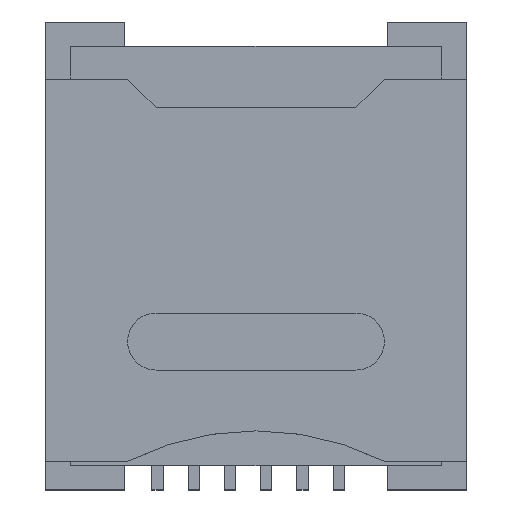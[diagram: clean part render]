
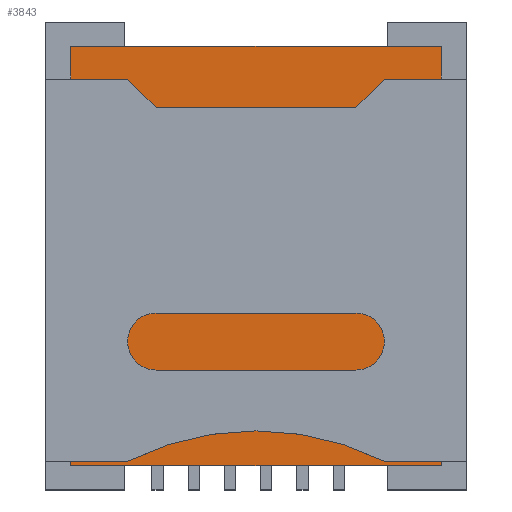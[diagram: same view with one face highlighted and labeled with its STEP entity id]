
A CAD part, top view. The second image highlights one B-rep face of the part: STEP entity #3843.
In plain terms, the highlighted planar face has unit normal (0, 0, 1).
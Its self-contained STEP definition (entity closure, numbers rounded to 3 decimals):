
#321 = PLANE('',#322);
#322 = AXIS2_PLACEMENT_3D('',#323,#324,#325);
#323 = CARTESIAN_POINT('',(-4.6,7.35,0.));
#324 = DIRECTION('',(0.,1.,0.));
#325 = DIRECTION('',(1.,0.,0.));
#489 = PLANE('',#490);
#490 = AXIS2_PLACEMENT_3D('',#491,#492,#493);
#491 = CARTESIAN_POINT('',(-4.6,-7.35,0.));
#492 = DIRECTION('',(0.,1.,0.));
#493 = DIRECTION('',(1.,0.,0.));
#926 = PLANE('',#927);
#927 = AXIS2_PLACEMENT_3D('',#928,#929,#930);
#928 = CARTESIAN_POINT('',(0.,7.35,1.2));
#929 = DIRECTION('',(0.,1.,0.));
#930 = DIRECTION('',(0.,0.,1.));
#998 = PLANE('',#999);
#999 = AXIS2_PLACEMENT_3D('',#1000,#1001,#1002);
#1000 = CARTESIAN_POINT('',(-6.5,-7.35,0.8));
#1001 = DIRECTION('',(1.,0.,0.));
#1002 = DIRECTION('',(0.,0.,1.));
#1593 = PLANE('',#1594);
#1594 = AXIS2_PLACEMENT_3D('',#1595,#1596,#1597);
#1595 = CARTESIAN_POINT('',(0.,-7.35,1.2));
#1596 = DIRECTION('',(0.,1.,0.));
#1597 = DIRECTION('',(0.,0.,1.));
#1639 = VERTEX_POINT('',#1640);
#1640 = CARTESIAN_POINT('',(-4.6,7.35,0.8));
#1687 = EDGE_CURVE('',#1688,#1639,#1690,.T.);
#1688 = VERTEX_POINT('',#1689);
#1689 = CARTESIAN_POINT('',(4.6,7.35,0.8));
#1690 = SURFACE_CURVE('',#1691,(#1695,#1702),.PCURVE_S1.);
#1691 = LINE('',#1692,#1693);
#1692 = CARTESIAN_POINT('',(6.5,7.35,0.8));
#1693 = VECTOR('',#1694,1.);
#1694 = DIRECTION('',(-1.,0.,0.));
#1695 = PCURVE('',#321,#1696);
#1696 = DEFINITIONAL_REPRESENTATION('',(#1697),#1701);
#1697 = LINE('',#1698,#1699);
#1698 = CARTESIAN_POINT('',(11.1,-0.8));
#1699 = VECTOR('',#1700,1.);
#1700 = DIRECTION('',(-1.,0.));
#1701 = ( GEOMETRIC_REPRESENTATION_CONTEXT(2) 
PARAMETRIC_REPRESENTATION_CONTEXT() REPRESENTATION_CONTEXT('2D SPACE',''
  ) );
#1702 = PCURVE('',#1703,#1708);
#1703 = PLANE('',#1704);
#1704 = AXIS2_PLACEMENT_3D('',#1705,#1706,#1707);
#1705 = CARTESIAN_POINT('',(6.5,-7.35,0.8));
#1706 = DIRECTION('',(0.,0.,1.));
#1707 = DIRECTION('',(-1.,0.,0.));
#1708 = DEFINITIONAL_REPRESENTATION('',(#1709),#1713);
#1709 = LINE('',#1710,#1711);
#1710 = CARTESIAN_POINT('',(0.,-14.7));
#1711 = VECTOR('',#1712,1.);
#1712 = DIRECTION('',(1.,0.));
#1713 = ( GEOMETRIC_REPRESENTATION_CONTEXT(2) 
PARAMETRIC_REPRESENTATION_CONTEXT() REPRESENTATION_CONTEXT('2D SPACE',''
  ) );
#1757 = PLANE('',#1758);
#1758 = AXIS2_PLACEMENT_3D('',#1759,#1760,#1761);
#1759 = CARTESIAN_POINT('',(0.,7.35,1.2));
#1760 = DIRECTION('',(0.,1.,0.));
#1761 = DIRECTION('',(0.,0.,1.));
#2043 = VERTEX_POINT('',#2044);
#2044 = CARTESIAN_POINT('',(4.6,-7.35,0.8));
#2081 = PLANE('',#2082);
#2082 = AXIS2_PLACEMENT_3D('',#2083,#2084,#2085);
#2083 = CARTESIAN_POINT('',(0.,-7.35,1.2));
#2084 = DIRECTION('',(0.,1.,0.));
#2085 = DIRECTION('',(0.,0.,1.));
#2120 = VERTEX_POINT('',#2121);
#2121 = CARTESIAN_POINT('',(-4.6,-7.35,0.8));
#2142 = EDGE_CURVE('',#2043,#2120,#2143,.T.);
#2143 = SURFACE_CURVE('',#2144,(#2148,#2155),.PCURVE_S1.);
#2144 = LINE('',#2145,#2146);
#2145 = CARTESIAN_POINT('',(6.5,-7.35,0.8));
#2146 = VECTOR('',#2147,1.);
#2147 = DIRECTION('',(-1.,0.,0.));
#2148 = PCURVE('',#489,#2149);
#2149 = DEFINITIONAL_REPRESENTATION('',(#2150),#2154);
#2150 = LINE('',#2151,#2152);
#2151 = CARTESIAN_POINT('',(11.1,-0.8));
#2152 = VECTOR('',#2153,1.);
#2153 = DIRECTION('',(-1.,0.));
#2154 = ( GEOMETRIC_REPRESENTATION_CONTEXT(2) 
PARAMETRIC_REPRESENTATION_CONTEXT() REPRESENTATION_CONTEXT('2D SPACE',''
  ) );
#2155 = PCURVE('',#1703,#2156);
#2156 = DEFINITIONAL_REPRESENTATION('',(#2157),#2161);
#2157 = LINE('',#2158,#2159);
#2158 = CARTESIAN_POINT('',(0.,0.));
#2159 = VECTOR('',#2160,1.);
#2160 = DIRECTION('',(1.,0.));
#2161 = ( GEOMETRIC_REPRESENTATION_CONTEXT(2) 
PARAMETRIC_REPRESENTATION_CONTEXT() REPRESENTATION_CONTEXT('2D SPACE',''
  ) );
#3150 = VERTEX_POINT('',#3151);
#3151 = CARTESIAN_POINT('',(-6.5,7.35,0.8));
#3174 = EDGE_CURVE('',#1639,#3150,#3175,.T.);
#3175 = SURFACE_CURVE('',#3176,(#3180,#3187),.PCURVE_S1.);
#3176 = LINE('',#3177,#3178);
#3177 = CARTESIAN_POINT('',(6.5,7.35,0.8));
#3178 = VECTOR('',#3179,1.);
#3179 = DIRECTION('',(-1.,0.,0.));
#3180 = PCURVE('',#926,#3181);
#3181 = DEFINITIONAL_REPRESENTATION('',(#3182),#3186);
#3182 = LINE('',#3183,#3184);
#3183 = CARTESIAN_POINT('',(-0.4,6.5));
#3184 = VECTOR('',#3185,1.);
#3185 = DIRECTION('',(0.,-1.));
#3186 = ( GEOMETRIC_REPRESENTATION_CONTEXT(2) 
PARAMETRIC_REPRESENTATION_CONTEXT() REPRESENTATION_CONTEXT('2D SPACE',''
  ) );
#3187 = PCURVE('',#1703,#3188);
#3188 = DEFINITIONAL_REPRESENTATION('',(#3189),#3193);
#3189 = LINE('',#3190,#3191);
#3190 = CARTESIAN_POINT('',(0.,-14.7));
#3191 = VECTOR('',#3192,1.);
#3192 = DIRECTION('',(1.,0.));
#3193 = ( GEOMETRIC_REPRESENTATION_CONTEXT(2) 
PARAMETRIC_REPRESENTATION_CONTEXT() REPRESENTATION_CONTEXT('2D SPACE',''
  ) );
#3198 = EDGE_CURVE('',#3199,#3150,#3201,.T.);
#3199 = VERTEX_POINT('',#3200);
#3200 = CARTESIAN_POINT('',(-6.5,-7.35,0.8));
#3201 = SURFACE_CURVE('',#3202,(#3206,#3213),.PCURVE_S1.);
#3202 = LINE('',#3203,#3204);
#3203 = CARTESIAN_POINT('',(-6.5,-7.35,0.8));
#3204 = VECTOR('',#3205,1.);
#3205 = DIRECTION('',(0.,1.,0.));
#3206 = PCURVE('',#998,#3207);
#3207 = DEFINITIONAL_REPRESENTATION('',(#3208),#3212);
#3208 = LINE('',#3209,#3210);
#3209 = CARTESIAN_POINT('',(0.,0.));
#3210 = VECTOR('',#3211,1.);
#3211 = DIRECTION('',(0.,-1.));
#3212 = ( GEOMETRIC_REPRESENTATION_CONTEXT(2) 
PARAMETRIC_REPRESENTATION_CONTEXT() REPRESENTATION_CONTEXT('2D SPACE',''
  ) );
#3213 = PCURVE('',#1703,#3214);
#3214 = DEFINITIONAL_REPRESENTATION('',(#3215),#3219);
#3215 = LINE('',#3216,#3217);
#3216 = CARTESIAN_POINT('',(13.,0.));
#3217 = VECTOR('',#3218,1.);
#3218 = DIRECTION('',(0.,-1.));
#3219 = ( GEOMETRIC_REPRESENTATION_CONTEXT(2) 
PARAMETRIC_REPRESENTATION_CONTEXT() REPRESENTATION_CONTEXT('2D SPACE',''
  ) );
#3407 = PLANE('',#3408);
#3408 = AXIS2_PLACEMENT_3D('',#3409,#3410,#3411);
#3409 = CARTESIAN_POINT('',(6.5,-7.35,1.6));
#3410 = DIRECTION('',(-1.,0.,0.));
#3411 = DIRECTION('',(0.,0.,-1.));
#3823 = EDGE_CURVE('',#2120,#3199,#3824,.T.);
#3824 = SURFACE_CURVE('',#3825,(#3829,#3836),.PCURVE_S1.);
#3825 = LINE('',#3826,#3827);
#3826 = CARTESIAN_POINT('',(6.5,-7.35,0.8));
#3827 = VECTOR('',#3828,1.);
#3828 = DIRECTION('',(-1.,0.,0.));
#3829 = PCURVE('',#1593,#3830);
#3830 = DEFINITIONAL_REPRESENTATION('',(#3831),#3835);
#3831 = LINE('',#3832,#3833);
#3832 = CARTESIAN_POINT('',(-0.4,6.5));
#3833 = VECTOR('',#3834,1.);
#3834 = DIRECTION('',(0.,-1.));
#3835 = ( GEOMETRIC_REPRESENTATION_CONTEXT(2) 
PARAMETRIC_REPRESENTATION_CONTEXT() REPRESENTATION_CONTEXT('2D SPACE',''
  ) );
#3836 = PCURVE('',#1703,#3837);
#3837 = DEFINITIONAL_REPRESENTATION('',(#3838),#3842);
#3838 = LINE('',#3839,#3840);
#3839 = CARTESIAN_POINT('',(0.,0.));
#3840 = VECTOR('',#3841,1.);
#3841 = DIRECTION('',(1.,0.));
#3842 = ( GEOMETRIC_REPRESENTATION_CONTEXT(2) 
PARAMETRIC_REPRESENTATION_CONTEXT() REPRESENTATION_CONTEXT('2D SPACE',''
  ) );
#3843 = ADVANCED_FACE('',(#3844),#1703,.T.);
#3844 = FACE_BOUND('',#3845,.T.);
#3845 = EDGE_LOOP('',(#3846,#3871,#3892,#3893,#3894,#3895,#3896,#3897));
#3846 = ORIENTED_EDGE('',*,*,#3847,.T.);
#3847 = EDGE_CURVE('',#3848,#3850,#3852,.T.);
#3848 = VERTEX_POINT('',#3849);
#3849 = CARTESIAN_POINT('',(6.5,-7.35,0.8));
#3850 = VERTEX_POINT('',#3851);
#3851 = CARTESIAN_POINT('',(6.5,7.35,0.8));
#3852 = SURFACE_CURVE('',#3853,(#3857,#3864),.PCURVE_S1.);
#3853 = LINE('',#3854,#3855);
#3854 = CARTESIAN_POINT('',(6.5,-7.35,0.8));
#3855 = VECTOR('',#3856,1.);
#3856 = DIRECTION('',(0.,1.,0.));
#3857 = PCURVE('',#1703,#3858);
#3858 = DEFINITIONAL_REPRESENTATION('',(#3859),#3863);
#3859 = LINE('',#3860,#3861);
#3860 = CARTESIAN_POINT('',(0.,0.));
#3861 = VECTOR('',#3862,1.);
#3862 = DIRECTION('',(0.,-1.));
#3863 = ( GEOMETRIC_REPRESENTATION_CONTEXT(2) 
PARAMETRIC_REPRESENTATION_CONTEXT() REPRESENTATION_CONTEXT('2D SPACE',''
  ) );
#3864 = PCURVE('',#3407,#3865);
#3865 = DEFINITIONAL_REPRESENTATION('',(#3866),#3870);
#3866 = LINE('',#3867,#3868);
#3867 = CARTESIAN_POINT('',(0.8,0.));
#3868 = VECTOR('',#3869,1.);
#3869 = DIRECTION('',(0.,-1.));
#3870 = ( GEOMETRIC_REPRESENTATION_CONTEXT(2) 
PARAMETRIC_REPRESENTATION_CONTEXT() REPRESENTATION_CONTEXT('2D SPACE',''
  ) );
#3871 = ORIENTED_EDGE('',*,*,#3872,.T.);
#3872 = EDGE_CURVE('',#3850,#1688,#3873,.T.);
#3873 = SURFACE_CURVE('',#3874,(#3878,#3885),.PCURVE_S1.);
#3874 = LINE('',#3875,#3876);
#3875 = CARTESIAN_POINT('',(6.5,7.35,0.8));
#3876 = VECTOR('',#3877,1.);
#3877 = DIRECTION('',(-1.,0.,0.));
#3878 = PCURVE('',#1703,#3879);
#3879 = DEFINITIONAL_REPRESENTATION('',(#3880),#3884);
#3880 = LINE('',#3881,#3882);
#3881 = CARTESIAN_POINT('',(0.,-14.7));
#3882 = VECTOR('',#3883,1.);
#3883 = DIRECTION('',(1.,0.));
#3884 = ( GEOMETRIC_REPRESENTATION_CONTEXT(2) 
PARAMETRIC_REPRESENTATION_CONTEXT() REPRESENTATION_CONTEXT('2D SPACE',''
  ) );
#3885 = PCURVE('',#1757,#3886);
#3886 = DEFINITIONAL_REPRESENTATION('',(#3887),#3891);
#3887 = LINE('',#3888,#3889);
#3888 = CARTESIAN_POINT('',(-0.4,6.5));
#3889 = VECTOR('',#3890,1.);
#3890 = DIRECTION('',(0.,-1.));
#3891 = ( GEOMETRIC_REPRESENTATION_CONTEXT(2) 
PARAMETRIC_REPRESENTATION_CONTEXT() REPRESENTATION_CONTEXT('2D SPACE',''
  ) );
#3892 = ORIENTED_EDGE('',*,*,#1687,.T.);
#3893 = ORIENTED_EDGE('',*,*,#3174,.T.);
#3894 = ORIENTED_EDGE('',*,*,#3198,.F.);
#3895 = ORIENTED_EDGE('',*,*,#3823,.F.);
#3896 = ORIENTED_EDGE('',*,*,#2142,.F.);
#3897 = ORIENTED_EDGE('',*,*,#3898,.F.);
#3898 = EDGE_CURVE('',#3848,#2043,#3899,.T.);
#3899 = SURFACE_CURVE('',#3900,(#3904,#3911),.PCURVE_S1.);
#3900 = LINE('',#3901,#3902);
#3901 = CARTESIAN_POINT('',(6.5,-7.35,0.8));
#3902 = VECTOR('',#3903,1.);
#3903 = DIRECTION('',(-1.,0.,0.));
#3904 = PCURVE('',#1703,#3905);
#3905 = DEFINITIONAL_REPRESENTATION('',(#3906),#3910);
#3906 = LINE('',#3907,#3908);
#3907 = CARTESIAN_POINT('',(0.,0.));
#3908 = VECTOR('',#3909,1.);
#3909 = DIRECTION('',(1.,0.));
#3910 = ( GEOMETRIC_REPRESENTATION_CONTEXT(2) 
PARAMETRIC_REPRESENTATION_CONTEXT() REPRESENTATION_CONTEXT('2D SPACE',''
  ) );
#3911 = PCURVE('',#2081,#3912);
#3912 = DEFINITIONAL_REPRESENTATION('',(#3913),#3917);
#3913 = LINE('',#3914,#3915);
#3914 = CARTESIAN_POINT('',(-0.4,6.5));
#3915 = VECTOR('',#3916,1.);
#3916 = DIRECTION('',(0.,-1.));
#3917 = ( GEOMETRIC_REPRESENTATION_CONTEXT(2) 
PARAMETRIC_REPRESENTATION_CONTEXT() REPRESENTATION_CONTEXT('2D SPACE',''
  ) );
